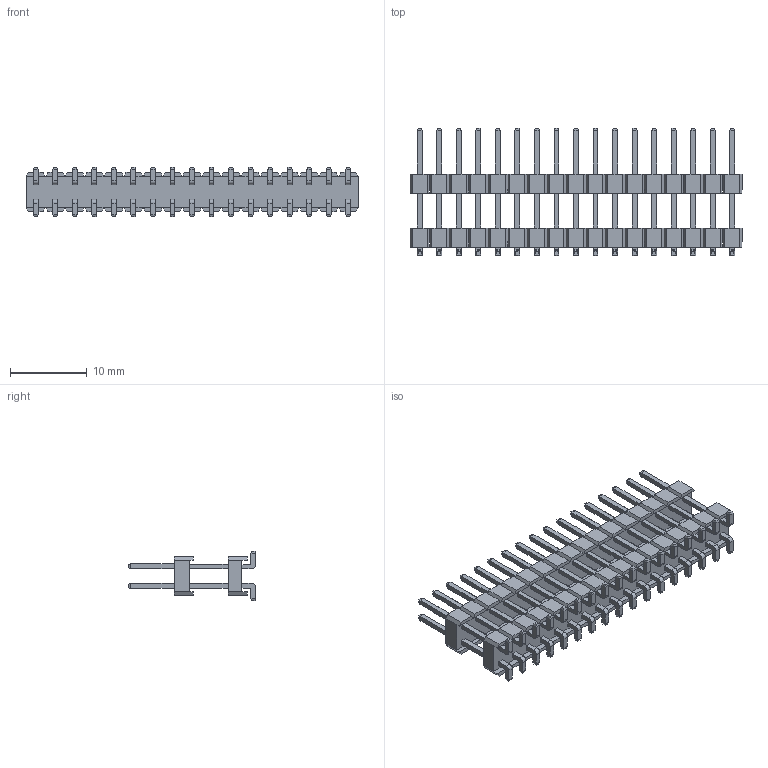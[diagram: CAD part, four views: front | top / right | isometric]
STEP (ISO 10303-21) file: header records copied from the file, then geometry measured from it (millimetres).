
FILE_DESCRIPTION((''),'2;1');
FILE_NAME('FPH25473-D34S1004190514M','2023-05-09T',('工程三'),(''),'PRO/ENGINEER BY PARAMETRIC TECHNOLOGY CORPORATION, 2010280','PRO/ENGINEER BY PARAMETRIC TECHNOLOGY CORPORATION, 2010280','');
FILE_SCHEMA(('CONFIG_CONTROL_DESIGN'));
Length unit declared in the file: millimetre
Products named in the file (1): FPH25473-D34S1004190514M
Bounding box: 43.18 x 16.62 x 6.5 mm (x, y, z)
Volume: 1054.8 mm3; surface area: 2720.1 mm2
Topology: 1 solids, 1 shells, 1232 faces, 3208 edges, 2048 vertices
Faces by surface type: plane 1164, cylinder 68
Entity records: 36862 total; most frequent: CARTESIAN_POINT 6488, ORIENTED_EDGE 6416, DIRECTION 5808, EDGE_CURVE 3208, VECTOR 3072, LINE 3072, VERTEX_POINT 2048, AXIS2_PLACEMENT_3D 1368
